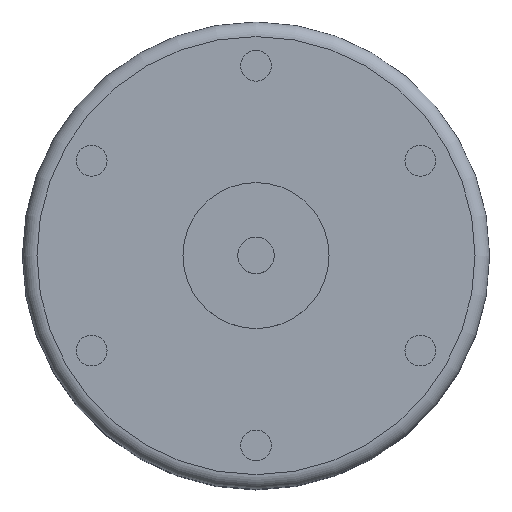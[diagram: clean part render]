
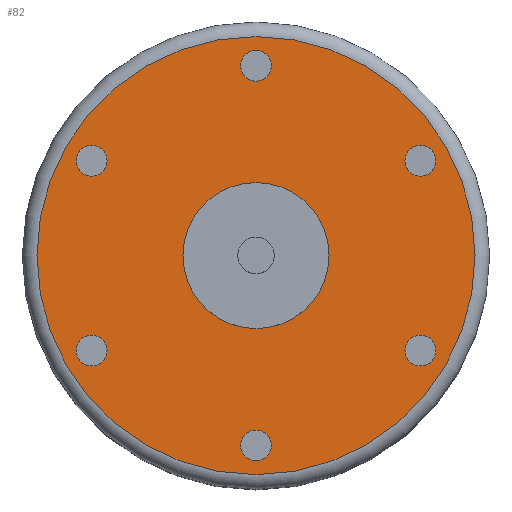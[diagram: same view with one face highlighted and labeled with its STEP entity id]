
A CAD part, top view. The second image highlights one B-rep face of the part: STEP entity #82.
In plain terms, the highlighted planar face has unit normal (0, 0, 1).
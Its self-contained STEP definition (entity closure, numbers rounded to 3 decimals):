
#82 = ADVANCED_FACE( '', ( #187, #188, #189, #190, #191, #192, #193, #194 ), #195, .T. );
#187 = FACE_OUTER_BOUND( '', #336, .T. );
#188 = FACE_BOUND( '', #337, .T. );
#189 = FACE_BOUND( '', #338, .T. );
#190 = FACE_BOUND( '', #339, .T. );
#191 = FACE_BOUND( '', #340, .T. );
#192 = FACE_BOUND( '', #341, .T. );
#193 = FACE_BOUND( '', #342, .T. );
#194 = FACE_BOUND( '', #343, .T. );
#195 = PLANE( '', #344 );
#336 = EDGE_LOOP( '', ( #513 ) );
#337 = EDGE_LOOP( '', ( #514 ) );
#338 = EDGE_LOOP( '', ( #515 ) );
#339 = EDGE_LOOP( '', ( #516 ) );
#340 = EDGE_LOOP( '', ( #517 ) );
#341 = EDGE_LOOP( '', ( #518 ) );
#342 = EDGE_LOOP( '', ( #519 ) );
#343 = EDGE_LOOP( '', ( #520 ) );
#344 = AXIS2_PLACEMENT_3D( '', #521, #522, #523 );
#513 = ORIENTED_EDGE( '', *, *, #755, .T. );
#514 = ORIENTED_EDGE( '', *, *, #756, .T. );
#515 = ORIENTED_EDGE( '', *, *, #757, .T. );
#516 = ORIENTED_EDGE( '', *, *, #758, .T. );
#517 = ORIENTED_EDGE( '', *, *, #759, .T. );
#518 = ORIENTED_EDGE( '', *, *, #760, .T. );
#519 = ORIENTED_EDGE( '', *, *, #761, .T. );
#520 = ORIENTED_EDGE( '', *, *, #762, .F. );
#521 = CARTESIAN_POINT( '', ( 5., 0., 33.5 ) );
#522 = DIRECTION( '', ( 0., 0., 1. ) );
#523 = DIRECTION( '', ( 1., 0., 0. ) );
#755 = EDGE_CURVE( '', #877, #877, #878, .T. );
#756 = EDGE_CURVE( '', #879, #879, #880, .T. );
#757 = EDGE_CURVE( '', #881, #881, #882, .T. );
#758 = EDGE_CURVE( '', #883, #883, #884, .T. );
#759 = EDGE_CURVE( '', #885, #885, #886, .T. );
#760 = EDGE_CURVE( '', #887, #887, #888, .T. );
#761 = EDGE_CURVE( '', #889, #889, #890, .T. );
#762 = EDGE_CURVE( '', #891, #891, #892, .T. );
#877 = VERTEX_POINT( '', #1042 );
#878 = CIRCLE( '', #1043, 15. );
#879 = VERTEX_POINT( '', #1044 );
#880 = CIRCLE( '', #1045, 1.057 );
#881 = VERTEX_POINT( '', #1046 );
#882 = CIRCLE( '', #1047, 1.057 );
#883 = VERTEX_POINT( '', #1048 );
#884 = CIRCLE( '', #1049, 1.057 );
#885 = VERTEX_POINT( '', #1050 );
#886 = CIRCLE( '', #1051, 1.057 );
#887 = VERTEX_POINT( '', #1052 );
#888 = CIRCLE( '', #1053, 1.057 );
#889 = VERTEX_POINT( '', #1054 );
#890 = CIRCLE( '', #1055, 1.057 );
#891 = VERTEX_POINT( '', #1056 );
#892 = CIRCLE( '', #1057, 5. );
#1042 = CARTESIAN_POINT( '', ( 15., 0., 33.5 ) );
#1043 = AXIS2_PLACEMENT_3D( '', #1189, #1190, #1191 );
#1044 = CARTESIAN_POINT( '', ( -10.343, 5.972, 33.5 ) );
#1045 = AXIS2_PLACEMENT_3D( '', #1192, #1193, #1194 );
#1046 = CARTESIAN_POINT( '', ( -10.343, -5.972, 33.5 ) );
#1047 = AXIS2_PLACEMENT_3D( '', #1195, #1196, #1197 );
#1048 = CARTESIAN_POINT( '', ( 0., -11.944, 33.5 ) );
#1049 = AXIS2_PLACEMENT_3D( '', #1198, #1199, #1200 );
#1050 = CARTESIAN_POINT( '', ( 10.343, -5.972, 33.5 ) );
#1051 = AXIS2_PLACEMENT_3D( '', #1201, #1202, #1203 );
#1052 = CARTESIAN_POINT( '', ( 10.343, 5.972, 33.5 ) );
#1053 = AXIS2_PLACEMENT_3D( '', #1204, #1205, #1206 );
#1054 = CARTESIAN_POINT( '', ( 0., 11.944, 33.5 ) );
#1055 = AXIS2_PLACEMENT_3D( '', #1207, #1208, #1209 );
#1056 = CARTESIAN_POINT( '', ( 5., 0., 33.5 ) );
#1057 = AXIS2_PLACEMENT_3D( '', #1210, #1211, #1212 );
#1189 = CARTESIAN_POINT( '', ( 0., 0., 33.5 ) );
#1190 = DIRECTION( '', ( 0., 0., 1. ) );
#1191 = DIRECTION( '', ( 1., 0., 0. ) );
#1192 = CARTESIAN_POINT( '', ( -11.258, 6.5, 33.5 ) );
#1193 = DIRECTION( '', ( 0., 0., -1. ) );
#1194 = DIRECTION( '', ( 0.866, -0.5, 0. ) );
#1195 = CARTESIAN_POINT( '', ( -11.258, -6.5, 33.5 ) );
#1196 = DIRECTION( '', ( 0., 0., -1. ) );
#1197 = DIRECTION( '', ( 0.866, 0.5, 0. ) );
#1198 = CARTESIAN_POINT( '', ( 0., -13., 33.5 ) );
#1199 = DIRECTION( '', ( 0., 0., -1. ) );
#1200 = DIRECTION( '', ( 0., 1., 0. ) );
#1201 = CARTESIAN_POINT( '', ( 11.258, -6.5, 33.5 ) );
#1202 = DIRECTION( '', ( 0., 0., -1. ) );
#1203 = DIRECTION( '', ( -0.866, 0.5, 0. ) );
#1204 = CARTESIAN_POINT( '', ( 11.258, 6.5, 33.5 ) );
#1205 = DIRECTION( '', ( 0., 0., -1. ) );
#1206 = DIRECTION( '', ( -0.866, -0.5, 0. ) );
#1207 = CARTESIAN_POINT( '', ( 0., 13., 33.5 ) );
#1208 = DIRECTION( '', ( 0., 0., -1. ) );
#1209 = DIRECTION( '', ( 0., -1., 0. ) );
#1210 = CARTESIAN_POINT( '', ( 0., 0., 33.5 ) );
#1211 = DIRECTION( '', ( 0., 0., 1. ) );
#1212 = DIRECTION( '', ( 1., 0., 0. ) );
